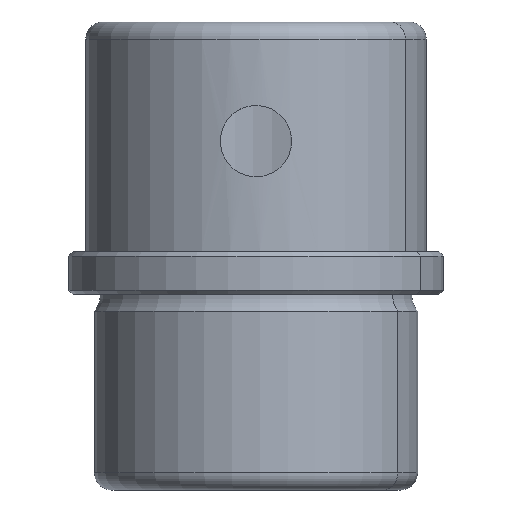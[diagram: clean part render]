
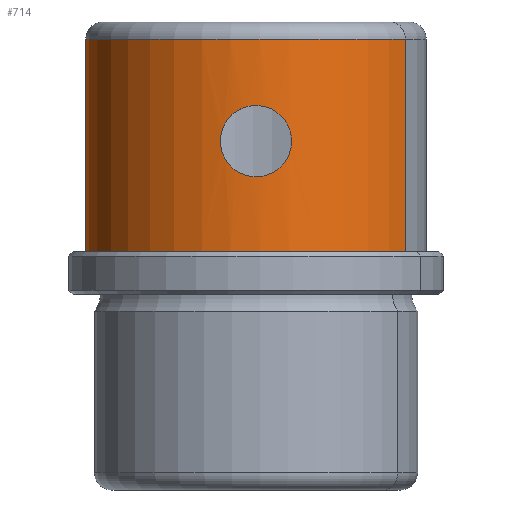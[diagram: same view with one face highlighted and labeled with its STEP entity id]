
A CAD part, front view. The second image highlights one B-rep face of the part: STEP entity #714.
In plain terms, the highlighted cylindrical face has radius 20 mm (diameter 40 mm), a partial arc.
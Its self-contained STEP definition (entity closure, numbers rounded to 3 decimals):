
#94=CARTESIAN_POINT('Vertex',(3.675,-19.659,15.992)) ;
#120=CARTESIAN_POINT('Vertex',(-3.675,-19.659,20.008)) ;
#124=CARTESIAN_POINT('Control Point',(3.675,-19.659,15.992)) ;
#125=CARTESIAN_POINT('Control Point',(3.482,-19.695,15.639)) ;
#126=CARTESIAN_POINT('Control Point',(3.247,-19.737,15.309)) ;
#127=CARTESIAN_POINT('Control Point',(2.973,-19.781,15.009)) ;
#128=CARTESIAN_POINT('Control Point',(2.055,-19.91,14.22)) ;
#129=CARTESIAN_POINT('Control Point',(0.893,-20.004,13.787)) ;
#130=CARTESIAN_POINT('Control Point',(0.059,-20.026,13.693)) ;
#131=CARTESIAN_POINT('Control Point',(-1.655,-19.97,13.925)) ;
#132=CARTESIAN_POINT('Control Point',(-3.057,-19.784,14.936)) ;
#133=CARTESIAN_POINT('Control Point',(-3.631,-19.673,15.643)) ;
#134=CARTESIAN_POINT('Control Point',(-4.226,-19.549,16.992)) ;
#135=CARTESIAN_POINT('Control Point',(-4.22,-19.549,18.442)) ;
#136=CARTESIAN_POINT('Control Point',(-4.124,-19.571,18.997)) ;
#137=CARTESIAN_POINT('Control Point',(-3.939,-19.61,19.524)) ;
#138=CARTESIAN_POINT('Control Point',(-3.675,-19.659,20.008)) ;
#165=CARTESIAN_POINT('Control Point',(-3.675,-19.659,20.008)) ;
#166=CARTESIAN_POINT('Control Point',(-3.482,-19.695,20.361)) ;
#167=CARTESIAN_POINT('Control Point',(-3.247,-19.737,20.691)) ;
#168=CARTESIAN_POINT('Control Point',(-2.973,-19.781,20.991)) ;
#169=CARTESIAN_POINT('Control Point',(-2.055,-19.91,21.78)) ;
#170=CARTESIAN_POINT('Control Point',(-0.893,-20.004,22.213)) ;
#171=CARTESIAN_POINT('Control Point',(-0.059,-20.026,22.307)) ;
#172=CARTESIAN_POINT('Control Point',(1.655,-19.97,22.075)) ;
#173=CARTESIAN_POINT('Control Point',(3.057,-19.784,21.064)) ;
#174=CARTESIAN_POINT('Control Point',(3.631,-19.673,20.357)) ;
#175=CARTESIAN_POINT('Control Point',(4.226,-19.549,19.008)) ;
#176=CARTESIAN_POINT('Control Point',(4.22,-19.549,17.558)) ;
#177=CARTESIAN_POINT('Control Point',(4.124,-19.571,17.003)) ;
#178=CARTESIAN_POINT('Control Point',(3.939,-19.61,16.476)) ;
#179=CARTESIAN_POINT('Control Point',(3.675,-19.659,15.992)) ;
#575=CARTESIAN_POINT('Axis2P3D Location',(0.,0.,5.)) ;
#579=CARTESIAN_POINT('Vertex',(17.552,-9.589,5.)) ;
#581=CARTESIAN_POINT('Vertex',(-17.552,9.589,5.)) ;
#594=CARTESIAN_POINT('Axis2P3D Location',(0.,0.,4.5)) ;
#599=CARTESIAN_POINT('Line Origine',(17.552,-9.589,18.5)) ;
#603=CARTESIAN_POINT('Vertex',(17.552,-9.589,30.)) ;
#606=CARTESIAN_POINT('Line Origine',(-17.552,9.589,18.5)) ;
#610=CARTESIAN_POINT('Vertex',(-17.552,9.589,30.)) ;
#666=CARTESIAN_POINT('Axis2P3D Location',(0.,0.,30.)) ;
#576=DIRECTION('Axis2P3D Direction',(0.,0.,-1.)) ;
#595=DIRECTION('Axis2P3D Direction',(0.,0.,-1.)) ;
#596=DIRECTION('Axis2P3D XDirection',(-0.878,0.479,-0.)) ;
#600=DIRECTION('Vector Direction',(0.,0.,-1.)) ;
#607=DIRECTION('Vector Direction',(0.,0.,-1.)) ;
#667=DIRECTION('Axis2P3D Direction',(0.,0.,-1.)) ;
#577=AXIS2_PLACEMENT_3D('Circle Axis2P3D',#575,#576,$) ;
#597=AXIS2_PLACEMENT_3D('Cylinder Axis2P3D',#594,#595,#596) ;
#668=AXIS2_PLACEMENT_3D('Circle Axis2P3D',#666,#667,$) ;
#705=ORIENTED_EDGE('',*,*,#612,.F.) ;
#706=ORIENTED_EDGE('',*,*,#583,.F.) ;
#707=ORIENTED_EDGE('',*,*,#605,.T.) ;
#708=ORIENTED_EDGE('',*,*,#670,.T.) ;
#711=ORIENTED_EDGE('',*,*,#139,.T.) ;
#712=ORIENTED_EDGE('',*,*,#180,.T.) ;
#713=FACE_BOUND('',#710,.T.) ;
#601=VECTOR('Line Direction',#600,1.) ;
#608=VECTOR('Line Direction',#607,1.) ;
#714=ADVANCED_FACE('PartBody',(#709,#713),#598,.T.) ;
#123=B_SPLINE_CURVE_WITH_KNOTS('',5,(#124,#125,#126,#127,#128,#129,#130,#131,#132,#133,#134,#135,#136,#137,#138),.UNSPECIFIED.,.F.,.U.,(6,3,3,3,6),(0.,2.859,8.551,14.748,18.658),.UNSPECIFIED.) ;
#164=B_SPLINE_CURVE_WITH_KNOTS('',5,(#165,#166,#167,#168,#169,#170,#171,#172,#173,#174,#175,#176,#177,#178,#179),.UNSPECIFIED.,.F.,.U.,(6,3,3,3,6),(0.,2.859,8.551,14.748,18.658),.UNSPECIFIED.) ;
#578=CIRCLE('generated circle',#577,20.) ;
#669=CIRCLE('generated circle',#668,20.) ;
#598=CYLINDRICAL_SURFACE('generated cylinder',#597,20.) ;
#139=EDGE_CURVE('',#95,#121,#123,.T.) ;
#180=EDGE_CURVE('',#121,#95,#164,.T.) ;
#583=EDGE_CURVE('',#580,#582,#578,.T.) ;
#605=EDGE_CURVE('',#580,#604,#602,.F.) ;
#612=EDGE_CURVE('',#582,#611,#609,.F.) ;
#670=EDGE_CURVE('',#604,#611,#669,.T.) ;
#704=EDGE_LOOP('',(#705,#706,#707,#708)) ;
#710=EDGE_LOOP('',(#711,#712)) ;
#709=FACE_OUTER_BOUND('',#704,.T.) ;
#602=LINE('Line',#599,#601) ;
#609=LINE('Line',#606,#608) ;
#95=VERTEX_POINT('',#94) ;
#121=VERTEX_POINT('',#120) ;
#580=VERTEX_POINT('',#579) ;
#582=VERTEX_POINT('',#581) ;
#604=VERTEX_POINT('',#603) ;
#611=VERTEX_POINT('',#610) ;
